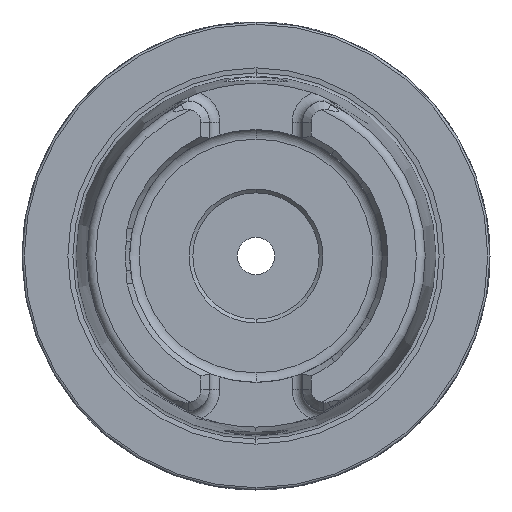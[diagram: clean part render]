
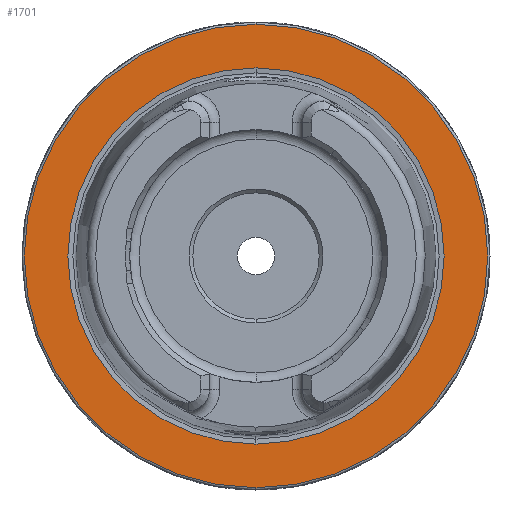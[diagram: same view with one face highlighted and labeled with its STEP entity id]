
A CAD part, left-side view. The second image highlights one B-rep face of the part: STEP entity #1701.
In plain terms, the highlighted planar face has unit normal (-1, 0, 0).
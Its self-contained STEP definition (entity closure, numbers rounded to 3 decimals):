
#102 = DIRECTION ( 'NONE',  ( 1., 0., 0. ) ) ;
#1106 = DIRECTION ( 'NONE',  ( 0., 0., 1. ) ) ;
#1118 = DIRECTION ( 'NONE',  ( -1., 0., 0. ) ) ;
#1139 = CARTESIAN_POINT ( 'NONE',  ( 0., 0., 0. ) ) ;
#1701 = ADVANCED_FACE ( 'NONE', ( #2636, #4098 ), #2917, .F. ) ;
#1941 = DIRECTION ( 'NONE',  ( 0., 0., -1. ) ) ;
#2032 = EDGE_CURVE ( 'NONE', #5724, #5945, #6730, .T. ) ;
#2127 = CARTESIAN_POINT ( 'NONE',  ( 0., 31.2, 0. ) ) ;
#2309 = CARTESIAN_POINT ( 'NONE',  ( 0., 0., -25.324 ) ) ;
#2636 = FACE_BOUND ( 'NONE', #5161, .T. ) ;
#2917 = PLANE ( 'NONE',  #8784 ) ;
#3012 = AXIS2_PLACEMENT_3D ( 'NONE', #4007, #3678, #3647 ) ;
#3544 = ORIENTED_EDGE ( 'NONE', *, *, #8005, .T. ) ;
#3647 = DIRECTION ( 'NONE',  ( 0., 0., 1. ) ) ;
#3678 = DIRECTION ( 'NONE',  ( -1., 0., 0. ) ) ;
#3704 = CARTESIAN_POINT ( 'NONE',  ( 0., 0., 31.2 ) ) ;
#4007 = CARTESIAN_POINT ( 'NONE',  ( 0., 0., 0. ) ) ;
#4098 = FACE_OUTER_BOUND ( 'NONE', #7436, .T. ) ;
#4815 = CARTESIAN_POINT ( 'NONE',  ( 0., 0., 25.324 ) ) ;
#4833 = DIRECTION ( 'NONE',  ( 0., 0., 1. ) ) ;
#4863 = DIRECTION ( 'NONE',  ( -1., 0., 0. ) ) ;
#4891 = CARTESIAN_POINT ( 'NONE',  ( 0., 0., 0. ) ) ;
#4920 = EDGE_CURVE ( 'NONE', #8205, #7866, #7803, .T. ) ;
#5057 = AXIS2_PLACEMENT_3D ( 'NONE', #5069, #5179, #5081 ) ;
#5069 = CARTESIAN_POINT ( 'NONE',  ( 0., 0., 0. ) ) ;
#5081 = DIRECTION ( 'NONE',  ( 0., 0., 1. ) ) ;
#5097 = AXIS2_PLACEMENT_3D ( 'NONE', #1139, #1118, #1106 ) ;
#5161 = EDGE_LOOP ( 'NONE', ( #7945, #6180 ) ) ;
#5179 = DIRECTION ( 'NONE',  ( -1., 0., 0. ) ) ;
#5614 = ORIENTED_EDGE ( 'NONE', *, *, #2032, .T. ) ;
#5724 = VERTEX_POINT ( 'NONE', #6984 ) ;
#5945 = VERTEX_POINT ( 'NONE', #3704 ) ;
#6180 = ORIENTED_EDGE ( 'NONE', *, *, #8317, .F. ) ;
#6685 = AXIS2_PLACEMENT_3D ( 'NONE', #4891, #4863, #4833 ) ;
#6730 = CIRCLE ( 'NONE', #5057, 31.2 ) ;
#6870 = CIRCLE ( 'NONE', #3012, 25.324 ) ;
#6984 = CARTESIAN_POINT ( 'NONE',  ( 0., 0., -31.2 ) ) ;
#7436 = EDGE_LOOP ( 'NONE', ( #3544, #5614 ) ) ;
#7803 = CIRCLE ( 'NONE', #6685, 25.324 ) ;
#7866 = VERTEX_POINT ( 'NONE', #2309 ) ;
#7945 = ORIENTED_EDGE ( 'NONE', *, *, #4920, .F. ) ;
#8005 = EDGE_CURVE ( 'NONE', #5945, #5724, #8932, .T. ) ;
#8205 = VERTEX_POINT ( 'NONE', #4815 ) ;
#8317 = EDGE_CURVE ( 'NONE', #7866, #8205, #6870, .T. ) ;
#8784 = AXIS2_PLACEMENT_3D ( 'NONE', #2127, #102, #1941 ) ;
#8932 = CIRCLE ( 'NONE', #5097, 31.2 ) ;
